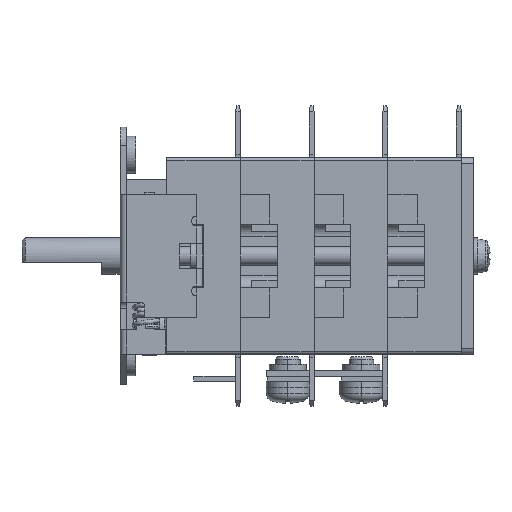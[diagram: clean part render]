
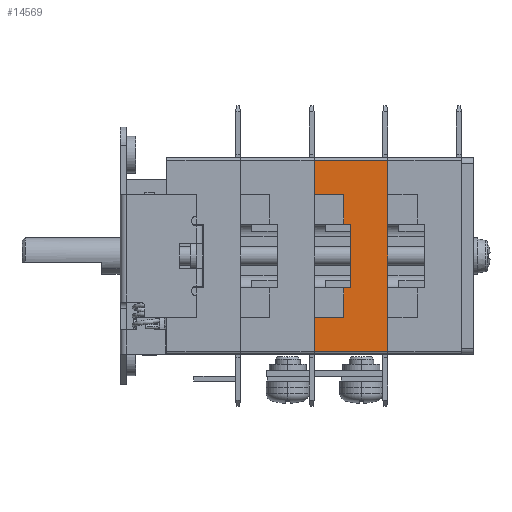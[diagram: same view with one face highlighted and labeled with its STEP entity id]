
A CAD part, left-side view. The second image highlights one B-rep face of the part: STEP entity #14569.
In plain terms, the highlighted face is planar.
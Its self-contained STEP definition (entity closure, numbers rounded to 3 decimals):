
#276 = LINE ( 'NONE', #22196, #20860 ) ;
#435 = VERTEX_POINT ( 'NONE', #15485 ) ;
#1034 = ORIENTED_EDGE ( 'NONE', *, *, #18930, .F. ) ;
#1283 = VERTEX_POINT ( 'NONE', #1765 ) ;
#1349 = EDGE_CURVE ( 'NONE', #4081, #435, #15509, .T. ) ;
#1691 = EDGE_CURVE ( 'NONE', #20542, #4728, #11342, .T. ) ;
#1765 = CARTESIAN_POINT ( 'NONE',  ( 10., 4.8, 20. ) ) ;
#2124 = VECTOR ( 'NONE', #12998, 1000. ) ;
#2135 = LINE ( 'NONE', #22089, #7145 ) ;
#2203 = VECTOR ( 'NONE', #22637, 1000. ) ;
#2566 = VERTEX_POINT ( 'NONE', #21690 ) ;
#2778 = CARTESIAN_POINT ( 'NONE',  ( -15.5, 12., 20. ) ) ;
#3432 = CARTESIAN_POINT ( 'NONE',  ( 15.5, 12., 20. ) ) ;
#4081 = VERTEX_POINT ( 'NONE', #15901 ) ;
#4171 = ORIENTED_EDGE ( 'NONE', *, *, #15630, .T. ) ;
#4449 = DIRECTION ( 'NONE',  ( 1., 0., 0. ) ) ;
#4728 = VERTEX_POINT ( 'NONE', #18002 ) ;
#5246 = LINE ( 'NONE', #13777, #2203 ) ;
#5323 = ORIENTED_EDGE ( 'NONE', *, *, #16843, .T. ) ;
#5712 = DIRECTION ( 'NONE',  ( -1., 0., 0. ) ) ;
#5887 = EDGE_CURVE ( 'NONE', #11621, #21387, #2135, .T. ) ;
#6012 = EDGE_CURVE ( 'NONE', #1283, #7480, #17406, .T. ) ;
#6124 = EDGE_CURVE ( 'NONE', #11689, #17519, #14637, .T. ) ;
#6693 = CARTESIAN_POINT ( 'NONE',  ( -5.2, 6., 20. ) ) ;
#6789 = CARTESIAN_POINT ( 'NONE',  ( -16., 12., 20. ) ) ;
#7010 = CARTESIAN_POINT ( 'NONE',  ( -15.5, 12., 20. ) ) ;
#7145 = VECTOR ( 'NONE', #4449, 1000. ) ;
#7293 = LINE ( 'NONE', #10534, #15343 ) ;
#7426 = CARTESIAN_POINT ( 'NONE',  ( -10., 4.8, 20. ) ) ;
#7480 = VERTEX_POINT ( 'NONE', #14240 ) ;
#7854 = CARTESIAN_POINT ( 'NONE',  ( 15.5, 12., 20. ) ) ;
#8285 = LINE ( 'NONE', #15507, #15230 ) ;
#8333 = DIRECTION ( 'NONE',  ( 0., -1., 0. ) ) ;
#8343 = ORIENTED_EDGE ( 'NONE', *, *, #20172, .T. ) ;
#8364 = DIRECTION ( 'NONE',  ( 0., -1., 0. ) ) ;
#8893 = ORIENTED_EDGE ( 'NONE', *, *, #5887, .F. ) ;
#9133 = CARTESIAN_POINT ( 'NONE',  ( -15.5, 0., 20. ) ) ;
#9308 = AXIS2_PLACEMENT_3D ( 'NONE', #6789, #21011, #19275 ) ;
#9886 = VECTOR ( 'NONE', #23002, 1000. ) ;
#10222 = PLANE ( 'NONE',  #9308 ) ;
#10474 = EDGE_LOOP ( 'NONE', ( #4171, #5323, #8893, #8343, #16663, #1034, #18032, #13256, #11123, #14945, #17171, #23019 ) ) ;
#10534 = CARTESIAN_POINT ( 'NONE',  ( -10., 4.8, 20. ) ) ;
#10762 = CARTESIAN_POINT ( 'NONE',  ( -16., 0., 20. ) ) ;
#11123 = ORIENTED_EDGE ( 'NONE', *, *, #6124, .F. ) ;
#11342 = LINE ( 'NONE', #10762, #19085 ) ;
#11621 = VERTEX_POINT ( 'NONE', #7010 ) ;
#11689 = VERTEX_POINT ( 'NONE', #19892 ) ;
#12088 = DIRECTION ( 'NONE',  ( 1., 0., 0. ) ) ;
#12131 = VECTOR ( 'NONE', #18954, 1000. ) ;
#12509 = CARTESIAN_POINT ( 'NONE',  ( 5.2, 4.8, 20. ) ) ;
#12918 = CARTESIAN_POINT ( 'NONE',  ( -5.2, 6., 20. ) ) ;
#12998 = DIRECTION ( 'NONE',  ( 0., -1., 0. ) ) ;
#13256 = ORIENTED_EDGE ( 'NONE', *, *, #16302, .F. ) ;
#13610 = CARTESIAN_POINT ( 'NONE',  ( 10., 4.8, 20. ) ) ;
#13777 = CARTESIAN_POINT ( 'NONE',  ( -10., 4.8, 20. ) ) ;
#14112 = DIRECTION ( 'NONE',  ( 1., 0., 0. ) ) ;
#14240 = CARTESIAN_POINT ( 'NONE',  ( 10., 0., 20. ) ) ;
#14524 = EDGE_CURVE ( 'NONE', #1283, #21305, #5246, .T. ) ;
#14569 = ADVANCED_FACE ( 'NONE', ( #16341 ), #10222, .F. ) ;
#14637 = LINE ( 'NONE', #6693, #12131 ) ;
#14945 = ORIENTED_EDGE ( 'NONE', *, *, #22992, .T. ) ;
#15230 = VECTOR ( 'NONE', #12088, 1000. ) ;
#15343 = VECTOR ( 'NONE', #22813, 1000. ) ;
#15485 = CARTESIAN_POINT ( 'NONE',  ( -10., 4.8, 20. ) ) ;
#15507 = CARTESIAN_POINT ( 'NONE',  ( -16., 0., 20. ) ) ;
#15509 = LINE ( 'NONE', #7426, #19110 ) ;
#15630 = EDGE_CURVE ( 'NONE', #7480, #2566, #8285, .T. ) ;
#15901 = CARTESIAN_POINT ( 'NONE',  ( -5.2, 4.8, 20. ) ) ;
#15981 = LINE ( 'NONE', #3432, #9886 ) ;
#16302 = EDGE_CURVE ( 'NONE', #17519, #4081, #19915, .T. ) ;
#16341 = FACE_OUTER_BOUND ( 'NONE', #10474, .T. ) ;
#16663 = ORIENTED_EDGE ( 'NONE', *, *, #1691, .T. ) ;
#16675 = DIRECTION ( 'NONE',  ( 0., -1., 0. ) ) ;
#16687 = VECTOR ( 'NONE', #8364, 1000. ) ;
#16843 = EDGE_CURVE ( 'NONE', #2566, #21387, #15981, .T. ) ;
#17171 = ORIENTED_EDGE ( 'NONE', *, *, #14524, .F. ) ;
#17215 = CARTESIAN_POINT ( 'NONE',  ( -5.2, 6., 20. ) ) ;
#17406 = LINE ( 'NONE', #13610, #19076 ) ;
#17519 = VERTEX_POINT ( 'NONE', #17215 ) ;
#18002 = CARTESIAN_POINT ( 'NONE',  ( -10., 0., 20. ) ) ;
#18032 = ORIENTED_EDGE ( 'NONE', *, *, #1349, .F. ) ;
#18930 = EDGE_CURVE ( 'NONE', #435, #4728, #7293, .T. ) ;
#18954 = DIRECTION ( 'NONE',  ( -1., 0., 0. ) ) ;
#19076 = VECTOR ( 'NONE', #8333, 1000. ) ;
#19085 = VECTOR ( 'NONE', #14112, 1000. ) ;
#19110 = VECTOR ( 'NONE', #5712, 1000. ) ;
#19275 = DIRECTION ( 'NONE',  ( -1., 0., 0. ) ) ;
#19892 = CARTESIAN_POINT ( 'NONE',  ( 5.2, 6., 20. ) ) ;
#19915 = LINE ( 'NONE', #12918, #2124 ) ;
#20172 = EDGE_CURVE ( 'NONE', #11621, #20542, #21435, .T. ) ;
#20542 = VERTEX_POINT ( 'NONE', #9133 ) ;
#20860 = VECTOR ( 'NONE', #16675, 1000. ) ;
#21011 = DIRECTION ( 'NONE',  ( 0., 0., -1. ) ) ;
#21305 = VERTEX_POINT ( 'NONE', #12509 ) ;
#21387 = VERTEX_POINT ( 'NONE', #7854 ) ;
#21435 = LINE ( 'NONE', #2778, #16687 ) ;
#21690 = CARTESIAN_POINT ( 'NONE',  ( 15.5, 0., 20. ) ) ;
#22089 = CARTESIAN_POINT ( 'NONE',  ( -16., 12., 20. ) ) ;
#22196 = CARTESIAN_POINT ( 'NONE',  ( 5.2, 6., 20. ) ) ;
#22637 = DIRECTION ( 'NONE',  ( -1., 0., 0. ) ) ;
#22813 = DIRECTION ( 'NONE',  ( 0., -1., 0. ) ) ;
#22992 = EDGE_CURVE ( 'NONE', #11689, #21305, #276, .T. ) ;
#23002 = DIRECTION ( 'NONE',  ( 0., 1., 0. ) ) ;
#23019 = ORIENTED_EDGE ( 'NONE', *, *, #6012, .T. ) ;
